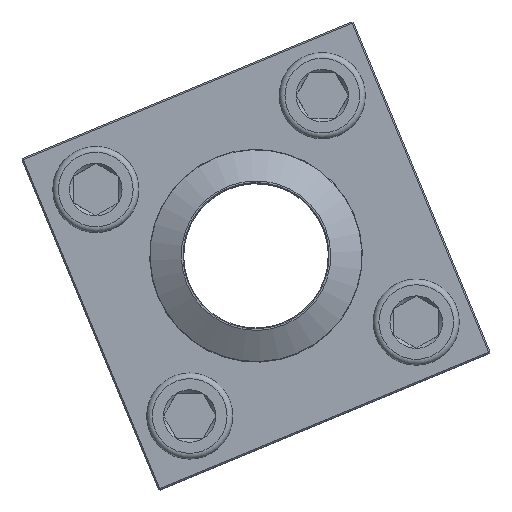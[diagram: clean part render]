
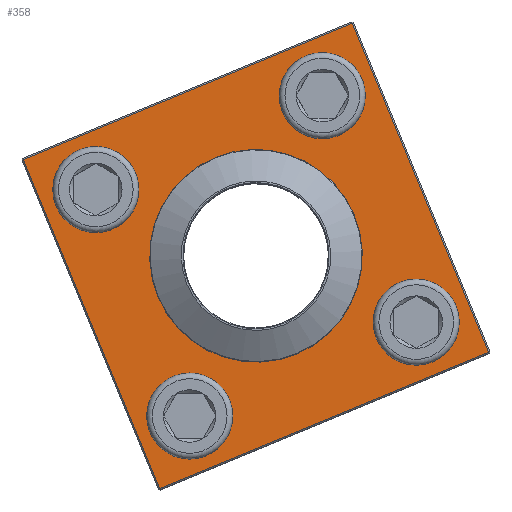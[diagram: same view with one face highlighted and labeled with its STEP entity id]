
A CAD part, top view. The second image highlights one B-rep face of the part: STEP entity #358.
In plain terms, the highlighted face is planar.
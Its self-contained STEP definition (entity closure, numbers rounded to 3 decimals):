
#147=LINE('',#1772,#207);
#148=LINE('',#1775,#208);
#149=LINE('',#1777,#209);
#150=LINE('',#1779,#210);
#207=VECTOR('',#1431,1.);
#208=VECTOR('',#1432,1.);
#209=VECTOR('',#1433,1.);
#210=VECTOR('',#1434,1.);
#358=ADVANCED_FACE('',(#485,#486,#487,#488,#489,#490),#412,.T.);
#412=PLANE('',#1186);
#485=FACE_BOUND('',#588,.T.);
#486=FACE_BOUND('',#589,.T.);
#487=FACE_BOUND('',#590,.T.);
#488=FACE_BOUND('',#591,.T.);
#489=FACE_BOUND('',#592,.T.);
#490=FACE_BOUND('',#593,.T.);
#588=EDGE_LOOP('',(#759));
#589=EDGE_LOOP('',(#760));
#590=EDGE_LOOP('',(#761));
#591=EDGE_LOOP('',(#762));
#592=EDGE_LOOP('',(#763,#764,#765,#766));
#593=EDGE_LOOP('',(#767));
#759=ORIENTED_EDGE('',*,*,#1017,.T.);
#760=ORIENTED_EDGE('',*,*,#1018,.T.);
#761=ORIENTED_EDGE('',*,*,#1019,.T.);
#762=ORIENTED_EDGE('',*,*,#1020,.T.);
#763=ORIENTED_EDGE('',*,*,#1021,.T.);
#764=ORIENTED_EDGE('',*,*,#1022,.T.);
#765=ORIENTED_EDGE('',*,*,#1023,.T.);
#766=ORIENTED_EDGE('',*,*,#1024,.T.);
#767=ORIENTED_EDGE('',*,*,#977,.F.);
#887=VERTEX_POINT('',#1665);
#927=VERTEX_POINT('',#1765);
#928=VERTEX_POINT('',#1767);
#929=VERTEX_POINT('',#1769);
#930=VERTEX_POINT('',#1771);
#931=VERTEX_POINT('',#1773);
#932=VERTEX_POINT('',#1774);
#933=VERTEX_POINT('',#1776);
#934=VERTEX_POINT('',#1778);
#977=EDGE_CURVE('',#887,#887,#1072,.T.);
#1017=EDGE_CURVE('',#927,#927,#1092,.T.);
#1018=EDGE_CURVE('',#928,#928,#1093,.T.);
#1019=EDGE_CURVE('',#929,#929,#1094,.T.);
#1020=EDGE_CURVE('',#930,#930,#1095,.T.);
#1021=EDGE_CURVE('',#931,#932,#147,.T.);
#1022=EDGE_CURVE('',#932,#933,#148,.T.);
#1023=EDGE_CURVE('',#933,#934,#149,.T.);
#1024=EDGE_CURVE('',#934,#931,#150,.T.);
#1072=CIRCLE('',#1142,44.45);
#1092=CIRCLE('',#1182,13.);
#1093=CIRCLE('',#1183,13.);
#1094=CIRCLE('',#1184,13.);
#1095=CIRCLE('',#1185,13.);
#1142=AXIS2_PLACEMENT_3D('',#1664,#1323,#1324);
#1182=AXIS2_PLACEMENT_3D('',#1764,#1423,#1424);
#1183=AXIS2_PLACEMENT_3D('',#1766,#1425,#1426);
#1184=AXIS2_PLACEMENT_3D('',#1768,#1427,#1428);
#1185=AXIS2_PLACEMENT_3D('',#1770,#1429,#1430);
#1186=AXIS2_PLACEMENT_3D('',#1780,#1435,#1436);
#1323=DIRECTION('',(1.,0.,0.));
#1324=DIRECTION('',(0.,1.,0.));
#1423=DIRECTION('',(-1.,0.,0.));
#1424=DIRECTION('',(0.,0.,-1.));
#1425=DIRECTION('',(-1.,0.,0.));
#1426=DIRECTION('',(0.,0.,-1.));
#1427=DIRECTION('',(-1.,0.,0.));
#1428=DIRECTION('',(0.,0.,-1.));
#1429=DIRECTION('',(-1.,0.,0.));
#1430=DIRECTION('',(0.,0.,-1.));
#1431=DIRECTION('',(0.,0.,-1.));
#1432=DIRECTION('',(0.,1.,0.));
#1433=DIRECTION('',(0.,0.,1.));
#1434=DIRECTION('',(0.,-1.,0.));
#1435=DIRECTION('',(1.,0.,0.));
#1436=DIRECTION('',(0.,0.,-1.));
#1664=CARTESIAN_POINT('',(50.,0.,0.));
#1665=CARTESIAN_POINT('',(50.,44.45,0.));
#1764=CARTESIAN_POINT('',(50.,51.265,51.265));
#1765=CARTESIAN_POINT('',(50.,51.265,38.265));
#1766=CARTESIAN_POINT('',(50.,51.265,-51.265));
#1767=CARTESIAN_POINT('',(50.,51.265,-64.265));
#1768=CARTESIAN_POINT('',(50.,-51.265,51.265));
#1769=CARTESIAN_POINT('',(50.,-51.265,38.265));
#1770=CARTESIAN_POINT('',(50.,-51.265,-51.265));
#1771=CARTESIAN_POINT('',(50.,-51.265,-64.265));
#1772=CARTESIAN_POINT('',(50.,-74.5,-75.));
#1773=CARTESIAN_POINT('',(50.,-74.5,74.5));
#1774=CARTESIAN_POINT('',(50.,-74.5,-74.5));
#1775=CARTESIAN_POINT('',(50.,75.,-74.5));
#1776=CARTESIAN_POINT('',(50.,74.5,-74.5));
#1777=CARTESIAN_POINT('',(50.,74.5,75.));
#1778=CARTESIAN_POINT('',(50.,74.5,74.5));
#1779=CARTESIAN_POINT('',(50.,-75.,74.5));
#1780=CARTESIAN_POINT('',(50.,0.,0.));
